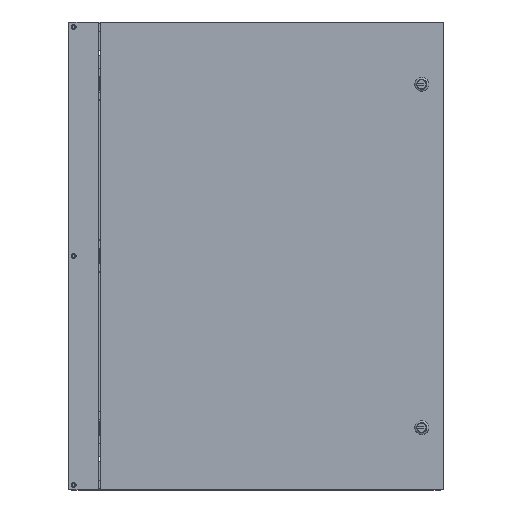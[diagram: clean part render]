
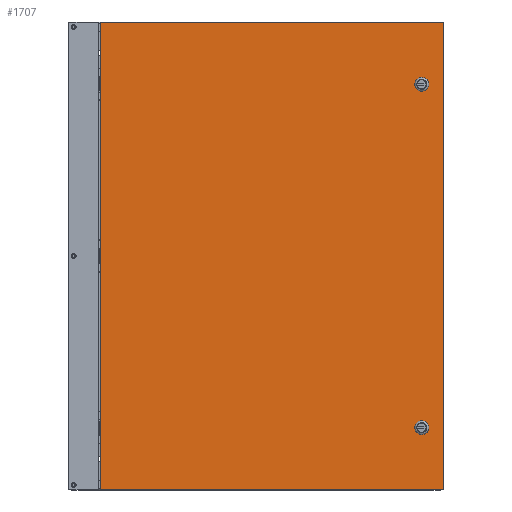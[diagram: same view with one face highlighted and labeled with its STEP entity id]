
A CAD part, front view. The second image highlights one B-rep face of the part: STEP entity #1707.
In plain terms, the highlighted planar face has unit normal (0, -1, 0).
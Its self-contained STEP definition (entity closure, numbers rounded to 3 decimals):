
#1707 = ADVANCED_FACE( '', ( #3446, #3447, #3448 ), #3449, .T. );
#3446 = FACE_BOUND( '', #22591, .T. );
#3447 = FACE_BOUND( '', #22592, .T. );
#3448 = FACE_OUTER_BOUND( '', #22593, .T. );
#3449 = PLANE( '', #22594 );
#22591 = EDGE_LOOP( '', ( #36392, #36393, #36394, #36395 ) );
#22592 = EDGE_LOOP( '', ( #36396, #36397, #36398, #36399 ) );
#22593 = EDGE_LOOP( '', ( #36400, #36401, #36402, #36403 ) );
#22594 = AXIS2_PLACEMENT_3D( '', #36404, #36405, #36406 );
#36392 = ORIENTED_EDGE( '', *, *, #39812, .F. );
#36393 = ORIENTED_EDGE( '', *, *, #39245, .F. );
#36394 = ORIENTED_EDGE( '', *, *, #39719, .F. );
#36395 = ORIENTED_EDGE( '', *, *, #39813, .F. );
#36396 = ORIENTED_EDGE( '', *, *, #39171, .F. );
#36397 = ORIENTED_EDGE( '', *, *, #39814, .F. );
#36398 = ORIENTED_EDGE( '', *, *, #39418, .F. );
#36399 = ORIENTED_EDGE( '', *, *, #39815, .F. );
#36400 = ORIENTED_EDGE( '', *, *, #39816, .T. );
#36401 = ORIENTED_EDGE( '', *, *, #39004, .T. );
#36402 = ORIENTED_EDGE( '', *, *, #39514, .T. );
#36403 = ORIENTED_EDGE( '', *, *, #39747, .T. );
#36404 = CARTESIAN_POINT( '', ( 0., 0., 0. ) );
#36405 = DIRECTION( '', ( 0., -1., 0. ) );
#36406 = DIRECTION( '', ( 0., 0., -1. ) );
#39004 = EDGE_CURVE( '', #41414, #41415, #41416, .T. );
#39171 = EDGE_CURVE( '', #41675, #41677, #41678, .T. );
#39245 = EDGE_CURVE( '', #41781, #41783, #41784, .T. );
#39418 = EDGE_CURVE( '', #42034, #42036, #42037, .T. );
#39514 = EDGE_CURVE( '', #41415, #42171, #42172, .T. );
#39719 = EDGE_CURVE( '', #42450, #41781, #42452, .T. );
#39747 = EDGE_CURVE( '', #42171, #42486, #42487, .T. );
#39812 = EDGE_CURVE( '', #41783, #42566, #42567, .T. );
#39813 = EDGE_CURVE( '', #42566, #42450, #42568, .T. );
#39814 = EDGE_CURVE( '', #42036, #41675, #42569, .T. );
#39815 = EDGE_CURVE( '', #41677, #42034, #42570, .T. );
#39816 = EDGE_CURVE( '', #42486, #41414, #42571, .T. );
#41414 = VERTEX_POINT( '', #45713 );
#41415 = VERTEX_POINT( '', #45714 );
#41416 = LINE( '', #45715, #45716 );
#41675 = VERTEX_POINT( '', #46203 );
#41677 = VERTEX_POINT( '', #46206 );
#41678 = CIRCLE( '', #46207, 9.716 );
#41781 = VERTEX_POINT( '', #46505 );
#41783 = VERTEX_POINT( '', #46508 );
#41784 = LINE( '', #46509, #46510 );
#42034 = VERTEX_POINT( '', #47121 );
#42036 = VERTEX_POINT( '', #47124 );
#42037 = CIRCLE( '', #47125, 9.716 );
#42171 = VERTEX_POINT( '', #47500 );
#42172 = LINE( '', #47501, #47502 );
#42450 = VERTEX_POINT( '', #48128 );
#42452 = CIRCLE( '', #48131, 9.716 );
#42486 = VERTEX_POINT( '', #48242 );
#42487 = LINE( '', #48243, #48244 );
#42566 = VERTEX_POINT( '', #48390 );
#42567 = CIRCLE( '', #48391, 9.716 );
#42568 = LINE( '', #48392, #48393 );
#42569 = LINE( '', #48394, #48395 );
#42570 = LINE( '', #48396, #48397 );
#42571 = LINE( '', #48398, #48399 );
#45713 = CARTESIAN_POINT( '', ( -279.4, 0., -381. ) );
#45714 = CARTESIAN_POINT( '', ( 279.4, 0., -381. ) );
#45715 = CARTESIAN_POINT( '', ( -279.4, 0., -381. ) );
#45716 = VECTOR( '', #50116, 1000. );
#46203 = CARTESIAN_POINT( '', ( 252.603, 0., -274.078 ) );
#46206 = CARTESIAN_POINT( '', ( 236.347, 0., -274.078 ) );
#46207 = AXIS2_PLACEMENT_3D( '', #50288, #50289, #50290 );
#46505 = CARTESIAN_POINT( '', ( 252.603, 0., 274.078 ) );
#46508 = CARTESIAN_POINT( '', ( 252.603, 0., 284.722 ) );
#46509 = CARTESIAN_POINT( '', ( 252.603, 0., 284.722 ) );
#46510 = VECTOR( '', #50354, 1000. );
#47121 = CARTESIAN_POINT( '', ( 236.347, 0., -284.722 ) );
#47124 = CARTESIAN_POINT( '', ( 252.603, 0., -284.722 ) );
#47125 = AXIS2_PLACEMENT_3D( '', #50522, #50523, #50524 );
#47500 = CARTESIAN_POINT( '', ( 279.4, 0., 381. ) );
#47501 = CARTESIAN_POINT( '', ( 279.4, 0., -381. ) );
#47502 = VECTOR( '', #50602, 1000. );
#48128 = CARTESIAN_POINT( '', ( 236.347, 0., 274.078 ) );
#48131 = AXIS2_PLACEMENT_3D( '', #50783, #50784, #50785 );
#48242 = CARTESIAN_POINT( '', ( -279.4, 0., 381. ) );
#48243 = CARTESIAN_POINT( '', ( 279.4, 0., 381. ) );
#48244 = VECTOR( '', #50799, 1000. );
#48390 = CARTESIAN_POINT( '', ( 236.347, 0., 284.722 ) );
#48391 = AXIS2_PLACEMENT_3D( '', #50851, #50852, #50853 );
#48392 = CARTESIAN_POINT( '', ( 236.347, 0., 284.722 ) );
#48393 = VECTOR( '', #50854, 1000. );
#48394 = CARTESIAN_POINT( '', ( 252.603, 0., -274.078 ) );
#48395 = VECTOR( '', #50855, 1000. );
#48396 = CARTESIAN_POINT( '', ( 236.347, 0., -274.078 ) );
#48397 = VECTOR( '', #50856, 1000. );
#48398 = CARTESIAN_POINT( '', ( -279.4, 0., 381. ) );
#48399 = VECTOR( '', #50857, 1000. );
#50116 = DIRECTION( '', ( 1., 0., 0. ) );
#50288 = CARTESIAN_POINT( '', ( 244.475, 0., -279.4 ) );
#50289 = DIRECTION( '', ( 0., -1., 0. ) );
#50290 = DIRECTION( '', ( 1., 0., 0. ) );
#50354 = DIRECTION( '', ( 0., 0., 1. ) );
#50522 = CARTESIAN_POINT( '', ( 244.475, 0., -279.4 ) );
#50523 = DIRECTION( '', ( 0., -1., 0. ) );
#50524 = DIRECTION( '', ( 1., 0., 0. ) );
#50602 = DIRECTION( '', ( 0., 0., 1. ) );
#50783 = CARTESIAN_POINT( '', ( 244.475, 0., 279.4 ) );
#50784 = DIRECTION( '', ( 0., -1., 0. ) );
#50785 = DIRECTION( '', ( 1., 0., 0. ) );
#50799 = DIRECTION( '', ( -1., 0., 0. ) );
#50851 = CARTESIAN_POINT( '', ( 244.475, 0., 279.4 ) );
#50852 = DIRECTION( '', ( 0., -1., 0. ) );
#50853 = DIRECTION( '', ( 1., 0., 0. ) );
#50854 = DIRECTION( '', ( 0., 0., -1. ) );
#50855 = DIRECTION( '', ( 0., 0., 1. ) );
#50856 = DIRECTION( '', ( 0., 0., -1. ) );
#50857 = DIRECTION( '', ( 0., 0., -1. ) );
